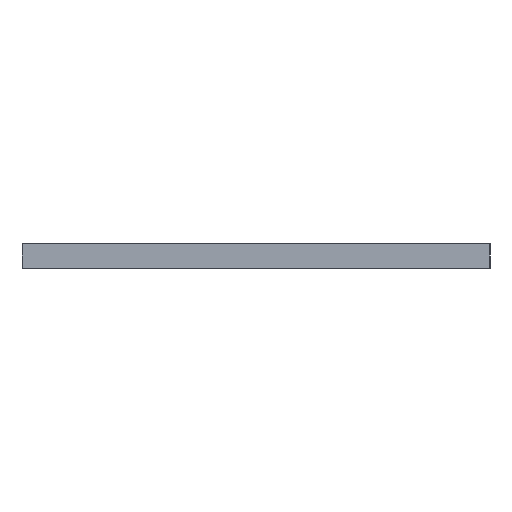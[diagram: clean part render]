
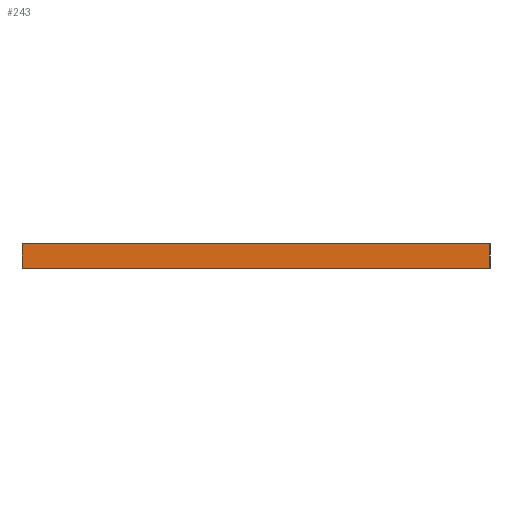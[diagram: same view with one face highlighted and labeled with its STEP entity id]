
A CAD part, left-side view. The second image highlights one B-rep face of the part: STEP entity #243.
In plain terms, the highlighted planar face has unit normal (-1, 0, 0).
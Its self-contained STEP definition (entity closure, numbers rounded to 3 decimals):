
#15 = DIRECTION ( 'NONE',  ( 0., -1., 0. ) ) ;
#59 = FACE_OUTER_BOUND ( 'NONE', #2646, .T. ) ;
#243 = ADVANCED_FACE ( 'NONE', ( #59 ), #3567, .T. ) ;
#330 = EDGE_CURVE ( 'NONE', #1825, #2132, #1947, .T. ) ;
#343 = EDGE_CURVE ( 'NONE', #2654, #3760, #1128, .T. ) ;
#466 = CARTESIAN_POINT ( 'NONE',  ( -175., 0., 10. ) ) ;
#608 = DIRECTION ( 'NONE',  ( 0., -1., 0. ) ) ;
#786 = DIRECTION ( 'NONE',  ( 0., 0., 1. ) ) ;
#1049 = CARTESIAN_POINT ( 'NONE',  ( -175., 0., 20. ) ) ;
#1128 = LINE ( 'NONE', #3511, #3770 ) ;
#1465 = DIRECTION ( 'NONE',  ( 0., 0., 1. ) ) ;
#1523 = DIRECTION ( 'NONE',  ( -1., 0., 0. ) ) ;
#1825 = VERTEX_POINT ( 'NONE', #2347 ) ;
#1947 = LINE ( 'NONE', #3832, #2487 ) ;
#1962 = EDGE_CURVE ( 'NONE', #3760, #2132, #3129, .T. ) ;
#2132 = VERTEX_POINT ( 'NONE', #3518 ) ;
#2339 = CARTESIAN_POINT ( 'NONE',  ( -175., 190., 10. ) ) ;
#2347 = CARTESIAN_POINT ( 'NONE',  ( -175., 0., 10. ) ) ;
#2363 = LINE ( 'NONE', #3676, #3795 ) ;
#2422 = ORIENTED_EDGE ( 'NONE', *, *, #1962, .F. ) ;
#2487 = VECTOR ( 'NONE', #786, 1000. ) ;
#2618 = ORIENTED_EDGE ( 'NONE', *, *, #343, .F. ) ;
#2646 = EDGE_LOOP ( 'NONE', ( #2422, #2618, #3228, #2735 ) ) ;
#2654 = VERTEX_POINT ( 'NONE', #2339 ) ;
#2688 = CARTESIAN_POINT ( 'NONE',  ( -175., 190., 20. ) ) ;
#2726 = EDGE_CURVE ( 'NONE', #2654, #1825, #2363, .T. ) ;
#2735 = ORIENTED_EDGE ( 'NONE', *, *, #330, .T. ) ;
#3129 = LINE ( 'NONE', #1049, #3328 ) ;
#3153 = AXIS2_PLACEMENT_3D ( 'NONE', #466, #1523, #4255 ) ;
#3228 = ORIENTED_EDGE ( 'NONE', *, *, #2726, .T. ) ;
#3328 = VECTOR ( 'NONE', #15, 1000. ) ;
#3511 = CARTESIAN_POINT ( 'NONE',  ( -175., 190., 10. ) ) ;
#3518 = CARTESIAN_POINT ( 'NONE',  ( -175., 0., 20. ) ) ;
#3567 = PLANE ( 'NONE',  #3153 ) ;
#3676 = CARTESIAN_POINT ( 'NONE',  ( -175., 0., 10. ) ) ;
#3760 = VERTEX_POINT ( 'NONE', #2688 ) ;
#3770 = VECTOR ( 'NONE', #1465, 1000. ) ;
#3795 = VECTOR ( 'NONE', #608, 1000. ) ;
#3832 = CARTESIAN_POINT ( 'NONE',  ( -175., 0., 10. ) ) ;
#4255 = DIRECTION ( 'NONE',  ( 0., 0., 1. ) ) ;
